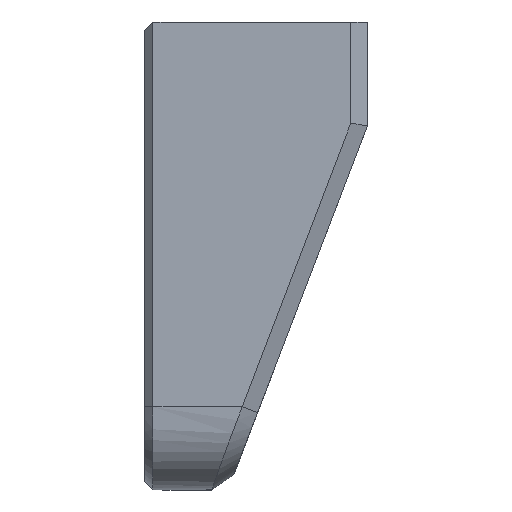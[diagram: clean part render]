
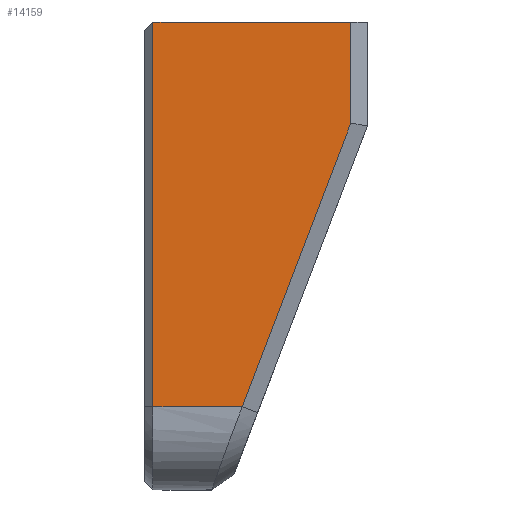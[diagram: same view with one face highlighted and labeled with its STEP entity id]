
A CAD part, front view. The second image highlights one B-rep face of the part: STEP entity #14159.
In plain terms, the highlighted planar face has unit normal (0, -1, 0).
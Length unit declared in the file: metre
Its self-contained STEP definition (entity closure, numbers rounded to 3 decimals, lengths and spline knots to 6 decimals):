
#760=LINE('',#23341,#1790);
#769=LINE('',#23477,#1799);
#772=LINE('',#23483,#1802);
#793=LINE('',#23599,#1823);
#895=LINE('',#23881,#1925);
#1790=VECTOR('',#18087,1.);
#1799=VECTOR('',#18176,1.);
#1802=VECTOR('',#18181,1.);
#1823=VECTOR('',#18212,1.);
#1925=VECTOR('',#18416,1.);
#3691=ORIENTED_EDGE('',*,*,#8060,.F.);
#3692=ORIENTED_EDGE('',*,*,#7892,.T.);
#3693=ORIENTED_EDGE('',*,*,#7952,.T.);
#3694=ORIENTED_EDGE('',*,*,#7926,.T.);
#3695=ORIENTED_EDGE('',*,*,#7929,.T.);
#7892=EDGE_CURVE('',#10144,#10140,#760,.T.);
#7926=EDGE_CURVE('',#10172,#10174,#769,.T.);
#7929=EDGE_CURVE('',#10174,#10176,#772,.T.);
#7952=EDGE_CURVE('',#10140,#10172,#793,.T.);
#8060=EDGE_CURVE('',#10144,#10176,#895,.T.);
#10140=VERTEX_POINT('',#23315);
#10144=VERTEX_POINT('',#23339);
#10172=VERTEX_POINT('',#23457);
#10174=VERTEX_POINT('',#23475);
#10176=VERTEX_POINT('',#23481);
#12360=EDGE_LOOP('',(#3691,#3692,#3693,#3694,#3695));
#13203=FACE_BOUND('',#12360,.T.);
#13965=PLANE('',#15524);
#14159=ADVANCED_FACE('',(#13203),#13965,.T.);
#15524=AXIS2_PLACEMENT_3D('',#23898,#18435,#18436);
#18087=DIRECTION('',(0.,0.,-1.));
#18176=DIRECTION('',(0.357,0.,0.934));
#18181=DIRECTION('',(0.,0.,1.));
#18212=DIRECTION('',(1.,0.,0.));
#18416=DIRECTION('',(1.,0.,0.));
#18435=DIRECTION('',(0.,-1.,0.));
#18436=DIRECTION('',(1.,0.,0.));
#23315=CARTESIAN_POINT('',(0.0132,-0.060729,0.00508));
#23339=CARTESIAN_POINT('',(0.0132,-0.060729,0.028575));
#23341=CARTESIAN_POINT('',(0.0132,-0.060729,-0.000002));
#23457=CARTESIAN_POINT('',(0.018653,-0.060729,0.00508));
#23475=CARTESIAN_POINT('',(0.025282,-0.060729,0.02241));
#23477=CARTESIAN_POINT('',(0.025348,-0.060729,0.022582));
#23481=CARTESIAN_POINT('',(0.025282,-0.060729,0.028575));
#23483=CARTESIAN_POINT('',(0.025282,-0.060729,0.028575));
#23599=CARTESIAN_POINT('',(0.015926,-0.060729,0.00508));
#23881=CARTESIAN_POINT('',(-0.000702,-0.060729,0.028575));
#23898=CARTESIAN_POINT('',(-0.000702,-0.060729,-0.000002));
